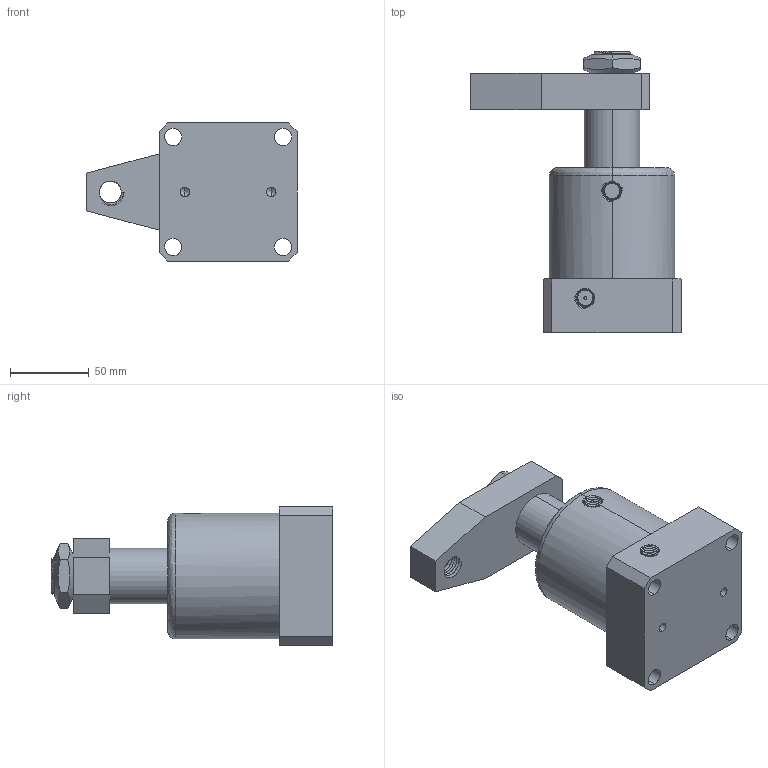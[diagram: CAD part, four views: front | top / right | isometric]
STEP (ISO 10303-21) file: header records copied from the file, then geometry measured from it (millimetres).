
FILE_DESCRIPTION (( 'STEP AP203' ), '1' );
FILE_NAME ('chs-63s_asm.STEP', '2019-05-06T02:06:21', ( '' ), ( '' ), 'SwSTEP 2.0', 'SolidWorks 2017', '' );
FILE_SCHEMA (( 'CONFIG_CONTROL_DESIGN' ));
Length unit declared in the file: millimetre
Products named in the file (5): CHS-63-03_1; chs-63s_asm; M24_2; CHS-63S-02_2; CHS-63S-01_2
Assembly tree (4 placements, depth 2):
  chs-63s_asm
    CHS-63-03_1
    CHS-63S-02_2
    CHS-63S-01_2
    M24_2
Bounding box: 134 x 179 x 88 mm (x, y, z)
Volume: 658153.4 mm3; surface area: 116066.7 mm2
Topology: 5 solids, 5 shells, 235 faces, 787 edges, 566 vertices
Faces by surface type: cylinder 88, cone 65, plane 47, bspline 35
Entity records: 31695 total; most frequent: CARTESIAN_POINT 25397, ORIENTED_EDGE 1562, EDGE_CURVE 781, DIRECTION 682, VERTEX_POINT 566, B_SPLINE_CURVE_WITH_KNOTS 543, EDGE_LOOP 259, AXIS2_PLACEMENT_3D 247
